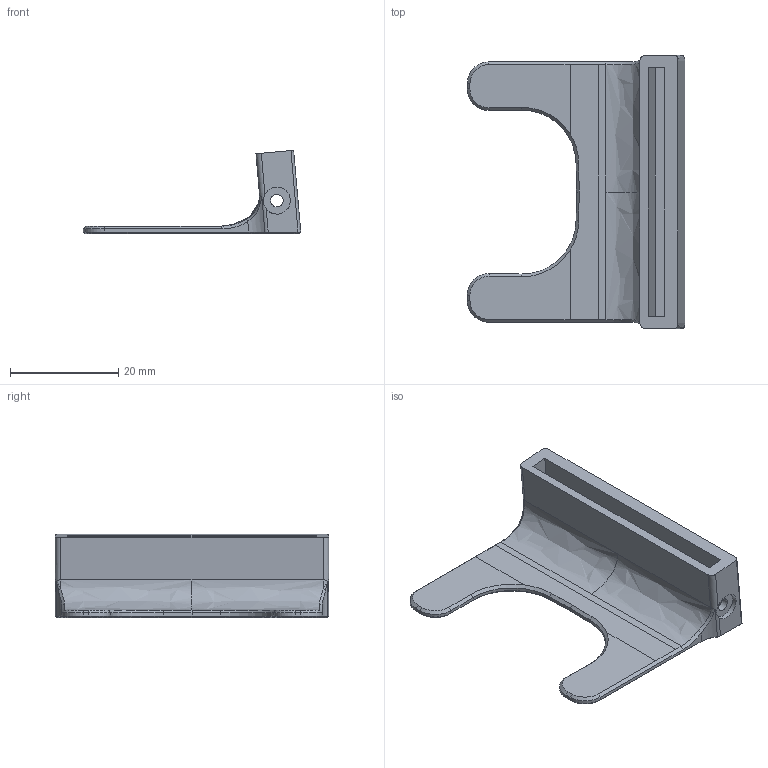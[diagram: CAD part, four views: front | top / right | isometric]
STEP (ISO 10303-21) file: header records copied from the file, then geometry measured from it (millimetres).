
FILE_DESCRIPTION(('HOOPS Exchange Step'),'2;1');
FILE_NAME('holder_REV3d_20241023_1646.stp','2024-10-23T16:46:10-07:00',('true'),('Unknown organisation'),'HOOPS Exchange 2023.2','HOOPS Exchange','Unknown authorisation');
FILE_SCHEMA( ('AP203_CONFIGURATION_CONTROLLED_3D_DESIGN_OF_MECHANICAL_PARTS_AND_ASSEMBLIES_MIM_LF') );
Length unit declared in the file: millimetre
Products named in the file (1): export
Bounding box: 40.25 x 50.57 x 15.41 mm (x, y, z)
Volume: 5162.6 mm3; surface area: 5791.3 mm2
Topology: 1 solids, 1 shells, 91 faces, 246 edges, 174 vertices
Faces by surface type: plane 47, cylinder 16, bspline 16, cone 12
Full cylindrical faces by diameter (mm): 2.32 x2, 5 x2
Entity records: 3001 total; most frequent: CARTESIAN_POINT 844, ORIENTED_EDGE 452, DIRECTION 403, EDGE_CURVE 226, VECTOR 159, LINE 159, VERTEX_POINT 138, AXIS2_PLACEMENT_3D 122
